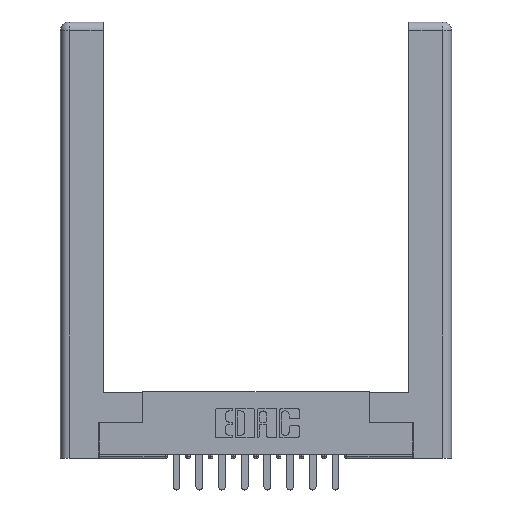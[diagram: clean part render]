
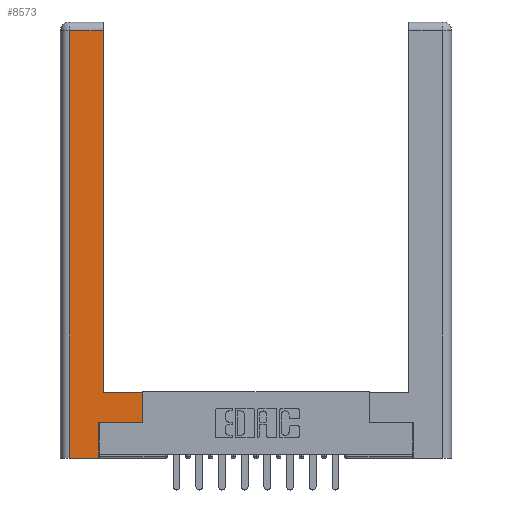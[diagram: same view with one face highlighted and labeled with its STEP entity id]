
A CAD part, top view. The second image highlights one B-rep face of the part: STEP entity #8573.
In plain terms, the highlighted planar face has unit normal (0, 0, 1).
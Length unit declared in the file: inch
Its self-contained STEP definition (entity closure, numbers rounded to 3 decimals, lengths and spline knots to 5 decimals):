
#6 = LINE ( 'NONE', #3299, #9778 ) ;
#71 = EDGE_CURVE ( 'NONE', #11346, #8868, #7334, .T. ) ;
#182 = VECTOR ( 'NONE', #13766, 39.37008 ) ;
#220 = VERTEX_POINT ( 'NONE', #4324 ) ;
#572 = DIRECTION ( 'NONE',  ( 0., -1., 0. ) ) ;
#783 = EDGE_CURVE ( 'NONE', #220, #1212, #7622, .T. ) ;
#957 = DIRECTION ( 'NONE',  ( 0., 1., 0. ) ) ;
#1212 = VERTEX_POINT ( 'NONE', #2183 ) ;
#1251 = LINE ( 'NONE', #5600, #14143 ) ;
#1286 = ORIENTED_EDGE ( 'NONE', *, *, #12291, .T. ) ;
#1540 = DIRECTION ( 'NONE',  ( -1., 0., 0. ) ) ;
#2088 = LINE ( 'NONE', #5488, #5664 ) ;
#2183 = CARTESIAN_POINT ( 'NONE',  ( 0.565, 0.45, 0. ) ) ;
#2272 = CARTESIAN_POINT ( 'NONE',  ( 0.295, 2.94, 0. ) ) ;
#3299 = CARTESIAN_POINT ( 'NONE',  ( 0.295, 0.45, 0. ) ) ;
#3375 = DIRECTION ( 'NONE',  ( -1., 0., 0. ) ) ;
#3416 = CARTESIAN_POINT ( 'NONE',  ( 0.265, 0.245, 0. ) ) ;
#3471 = AXIS2_PLACEMENT_3D ( 'NONE', #11582, #3883, #1540 ) ;
#3629 = LINE ( 'NONE', #7015, #7795 ) ;
#3634 = VECTOR ( 'NONE', #8923, 39.37008 ) ;
#3815 = PLANE ( 'NONE',  #3471 ) ;
#3832 = DIRECTION ( 'NONE',  ( 1., 0., 0. ) ) ;
#3883 = DIRECTION ( 'NONE',  ( 0., 0., -1. ) ) ;
#3986 = EDGE_CURVE ( 'NONE', #5875, #11346, #8844, .T. ) ;
#4142 = VECTOR ( 'NONE', #5416, 39.37008 ) ;
#4324 = CARTESIAN_POINT ( 'NONE',  ( 0.565, 0.245, 0. ) ) ;
#4580 = EDGE_CURVE ( 'NONE', #6366, #220, #3629, .T. ) ;
#5416 = DIRECTION ( 'NONE',  ( 0., 1., 0. ) ) ;
#5488 = CARTESIAN_POINT ( 'NONE',  ( 0.265, 0., 0. ) ) ;
#5600 = CARTESIAN_POINT ( 'NONE',  ( 0.265, 0.245, 0. ) ) ;
#5664 = VECTOR ( 'NONE', #10013, 39.37008 ) ;
#5809 = CARTESIAN_POINT ( 'NONE',  ( 0.295, 3., 0. ) ) ;
#5875 = VERTEX_POINT ( 'NONE', #2272 ) ;
#5997 = EDGE_CURVE ( 'NONE', #11544, #6366, #1251, .T. ) ;
#6160 = FACE_OUTER_BOUND ( 'NONE', #13376, .T. ) ;
#6366 = VERTEX_POINT ( 'NONE', #3416 ) ;
#6882 = VERTEX_POINT ( 'NONE', #13795 ) ;
#7015 = CARTESIAN_POINT ( 'NONE',  ( 0.565, 0.245, 0. ) ) ;
#7334 = LINE ( 'NONE', #12884, #8217 ) ;
#7517 = CARTESIAN_POINT ( 'NONE',  ( 0.265, 0., 0. ) ) ;
#7588 = EDGE_CURVE ( 'NONE', #6882, #5875, #12524, .T. ) ;
#7622 = LINE ( 'NONE', #10984, #4142 ) ;
#7795 = VECTOR ( 'NONE', #3832, 39.37008 ) ;
#8217 = VECTOR ( 'NONE', #572, 39.37008 ) ;
#8573 = ADVANCED_FACE ( 'NONE', ( #6160 ), #3815, .F. ) ;
#8844 = LINE ( 'NONE', #10166, #3634 ) ;
#8868 = VERTEX_POINT ( 'NONE', #14429 ) ;
#8890 = EDGE_CURVE ( 'NONE', #1212, #6882, #6, .T. ) ;
#8923 = DIRECTION ( 'NONE',  ( -1., 0., 0. ) ) ;
#9778 = VECTOR ( 'NONE', #3375, 39.37008 ) ;
#10013 = DIRECTION ( 'NONE',  ( 1., 0., 0. ) ) ;
#10166 = CARTESIAN_POINT ( 'NONE',  ( 0.0615, 2.94, 0. ) ) ;
#10246 = ORIENTED_EDGE ( 'NONE', *, *, #71, .T. ) ;
#10714 = ORIENTED_EDGE ( 'NONE', *, *, #7588, .T. ) ;
#10861 = ORIENTED_EDGE ( 'NONE', *, *, #4580, .T. ) ;
#10984 = CARTESIAN_POINT ( 'NONE',  ( 0.565, 0.45, 0. ) ) ;
#11265 = CARTESIAN_POINT ( 'NONE',  ( 0.0615, 2.94, 0. ) ) ;
#11346 = VERTEX_POINT ( 'NONE', #11265 ) ;
#11537 = ORIENTED_EDGE ( 'NONE', *, *, #8890, .T. ) ;
#11544 = VERTEX_POINT ( 'NONE', #7517 ) ;
#11582 = CARTESIAN_POINT ( 'NONE',  ( 0., 0., 0. ) ) ;
#12291 = EDGE_CURVE ( 'NONE', #8868, #11544, #2088, .T. ) ;
#12469 = ORIENTED_EDGE ( 'NONE', *, *, #783, .T. ) ;
#12524 = LINE ( 'NONE', #5809, #182 ) ;
#12748 = ORIENTED_EDGE ( 'NONE', *, *, #5997, .T. ) ;
#12884 = CARTESIAN_POINT ( 'NONE',  ( 0.0615, 0., 0. ) ) ;
#13036 = ORIENTED_EDGE ( 'NONE', *, *, #3986, .T. ) ;
#13376 = EDGE_LOOP ( 'NONE', ( #10714, #13036, #10246, #1286, #12748, #10861, #12469, #11537 ) ) ;
#13766 = DIRECTION ( 'NONE',  ( 0., 1., 0. ) ) ;
#13795 = CARTESIAN_POINT ( 'NONE',  ( 0.295, 0.45, 0. ) ) ;
#14143 = VECTOR ( 'NONE', #957, 39.37008 ) ;
#14429 = CARTESIAN_POINT ( 'NONE',  ( 0.0615, 0., 0. ) ) ;
